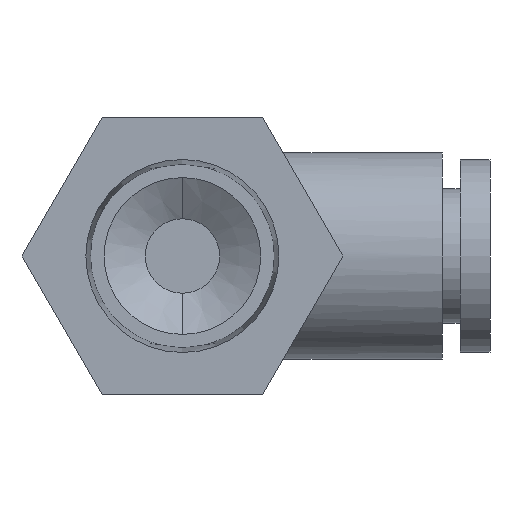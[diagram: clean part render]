
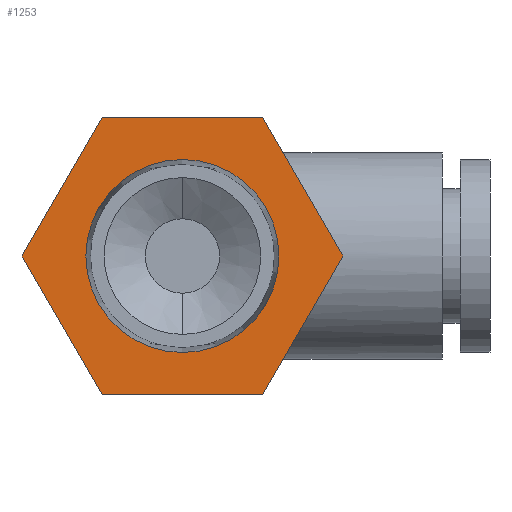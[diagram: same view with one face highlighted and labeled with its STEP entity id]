
A CAD part, front view. The second image highlights one B-rep face of the part: STEP entity #1253.
In plain terms, the highlighted planar face has unit normal (0, -1, 0).
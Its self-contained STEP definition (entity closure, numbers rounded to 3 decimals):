
#64 = EDGE_CURVE ( 'NONE', #1297, #650, #1405, .T. ) ;
#96 = CIRCLE ( 'NONE', #983, 4.864 ) ;
#118 = EDGE_LOOP ( 'NONE', ( #416, #1439, #1632, #225, #1090, #1200 ) ) ;
#121 = DIRECTION ( 'NONE',  ( 0., 0., 1. ) ) ;
#140 = DIRECTION ( 'NONE',  ( -0.5, 0., 0.866 ) ) ;
#188 = VERTEX_POINT ( 'NONE', #709 ) ;
#225 = ORIENTED_EDGE ( 'NONE', *, *, #371, .F. ) ;
#251 = VERTEX_POINT ( 'NONE', #1698 ) ;
#256 = LINE ( 'NONE', #461, #875 ) ;
#267 = CARTESIAN_POINT ( 'NONE',  ( -8.083, 0., 0. ) ) ;
#282 = CARTESIAN_POINT ( 'NONE',  ( -4.041, 0., -7. ) ) ;
#287 = EDGE_CURVE ( 'NONE', #188, #1297, #1170, .T. ) ;
#320 = VERTEX_POINT ( 'NONE', #775 ) ;
#347 = CARTESIAN_POINT ( 'NONE',  ( -4.041, 0., 7. ) ) ;
#368 = VECTOR ( 'NONE', #1138, 1000. ) ;
#371 = EDGE_CURVE ( 'NONE', #320, #188, #1224, .T. ) ;
#393 = PLANE ( 'NONE',  #501 ) ;
#413 = DIRECTION ( 'NONE',  ( 0., -1., 0. ) ) ;
#416 = ORIENTED_EDGE ( 'NONE', *, *, #1322, .F. ) ;
#461 = CARTESIAN_POINT ( 'NONE',  ( -8.083, 0., 0. ) ) ;
#498 = CARTESIAN_POINT ( 'NONE',  ( 8.083, 0., 0. ) ) ;
#501 = AXIS2_PLACEMENT_3D ( 'NONE', #668, #926, #121 ) ;
#517 = VERTEX_POINT ( 'NONE', #1625 ) ;
#528 = EDGE_LOOP ( 'NONE', ( #1694, #1229 ) ) ;
#548 = FACE_BOUND ( 'NONE', #528, .T. ) ;
#585 = DIRECTION ( 'NONE',  ( -1., 0., 0. ) ) ;
#605 = DIRECTION ( 'NONE',  ( 0.5, 0., 0.866 ) ) ;
#607 = CARTESIAN_POINT ( 'NONE',  ( -4.041, 0., -7. ) ) ;
#609 = VECTOR ( 'NONE', #793, 1000. ) ;
#650 = VERTEX_POINT ( 'NONE', #607 ) ;
#668 = CARTESIAN_POINT ( 'NONE',  ( 0., 0., 0. ) ) ;
#684 = EDGE_CURVE ( 'NONE', #1271, #517, #256, .T. ) ;
#709 = CARTESIAN_POINT ( 'NONE',  ( 8.083, 0., 0. ) ) ;
#742 = VERTEX_POINT ( 'NONE', #1502 ) ;
#756 = LINE ( 'NONE', #347, #368 ) ;
#770 = VECTOR ( 'NONE', #140, 1000. ) ;
#775 = CARTESIAN_POINT ( 'NONE',  ( 4.041, 0., 7. ) ) ;
#793 = DIRECTION ( 'NONE',  ( 0.5, 0., -0.866 ) ) ;
#795 = DIRECTION ( 'NONE',  ( 0., -1., 0. ) ) ;
#875 = VECTOR ( 'NONE', #605, 1000. ) ;
#896 = CIRCLE ( 'NONE', #1604, 4.864 ) ;
#926 = DIRECTION ( 'NONE',  ( 0., 1., 0. ) ) ;
#983 = AXIS2_PLACEMENT_3D ( 'NONE', #1216, #413, #1363 ) ;
#1090 = ORIENTED_EDGE ( 'NONE', *, *, #1704, .F. ) ;
#1125 = LINE ( 'NONE', #282, #770 ) ;
#1138 = DIRECTION ( 'NONE',  ( 1., 0., 0. ) ) ;
#1156 = CARTESIAN_POINT ( 'NONE',  ( 4.041, 0., -7. ) ) ;
#1170 = LINE ( 'NONE', #498, #1472 ) ;
#1175 = DIRECTION ( 'NONE',  ( -0.5, 0., -0.866 ) ) ;
#1200 = ORIENTED_EDGE ( 'NONE', *, *, #684, .F. ) ;
#1216 = CARTESIAN_POINT ( 'NONE',  ( 0., 0., 0. ) ) ;
#1224 = LINE ( 'NONE', #1728, #609 ) ;
#1229 = ORIENTED_EDGE ( 'NONE', *, *, #1319, .F. ) ;
#1248 = EDGE_CURVE ( 'NONE', #251, #742, #896, .T. ) ;
#1253 = ADVANCED_FACE ( 'NONE', ( #548, #1564 ), #393, .F. ) ;
#1271 = VERTEX_POINT ( 'NONE', #267 ) ;
#1297 = VERTEX_POINT ( 'NONE', #1609 ) ;
#1319 = EDGE_CURVE ( 'NONE', #742, #251, #96, .T. ) ;
#1322 = EDGE_CURVE ( 'NONE', #650, #1271, #1125, .T. ) ;
#1363 = DIRECTION ( 'NONE',  ( 0., 0., -1. ) ) ;
#1366 = VECTOR ( 'NONE', #585, 1000. ) ;
#1405 = LINE ( 'NONE', #1156, #1366 ) ;
#1439 = ORIENTED_EDGE ( 'NONE', *, *, #64, .F. ) ;
#1472 = VECTOR ( 'NONE', #1175, 1000. ) ;
#1502 = CARTESIAN_POINT ( 'NONE',  ( 0., 0., 4.864 ) ) ;
#1564 = FACE_OUTER_BOUND ( 'NONE', #118, .T. ) ;
#1597 = CARTESIAN_POINT ( 'NONE',  ( 0., 0., 0. ) ) ;
#1604 = AXIS2_PLACEMENT_3D ( 'NONE', #1597, #795, #1729 ) ;
#1609 = CARTESIAN_POINT ( 'NONE',  ( 4.041, 0., -7. ) ) ;
#1625 = CARTESIAN_POINT ( 'NONE',  ( -4.041, 0., 7. ) ) ;
#1632 = ORIENTED_EDGE ( 'NONE', *, *, #287, .F. ) ;
#1694 = ORIENTED_EDGE ( 'NONE', *, *, #1248, .F. ) ;
#1698 = CARTESIAN_POINT ( 'NONE',  ( 0., 0., -4.864 ) ) ;
#1704 = EDGE_CURVE ( 'NONE', #517, #320, #756, .T. ) ;
#1728 = CARTESIAN_POINT ( 'NONE',  ( 4.041, 0., 7. ) ) ;
#1729 = DIRECTION ( 'NONE',  ( 0., 0., -1. ) ) ;
